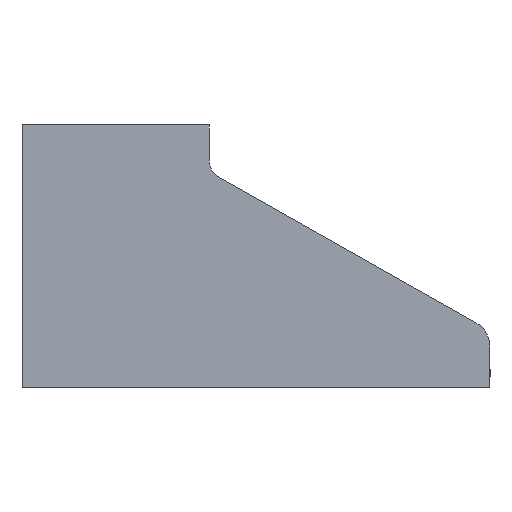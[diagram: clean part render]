
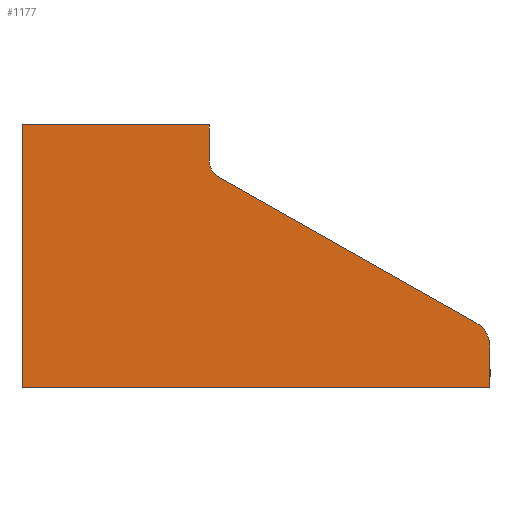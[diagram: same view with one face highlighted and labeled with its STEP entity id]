
A CAD part, front view. The second image highlights one B-rep face of the part: STEP entity #1177.
In plain terms, the highlighted planar face has unit normal (0, -1, 0).
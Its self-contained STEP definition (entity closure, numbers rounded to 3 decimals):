
#41 = CARTESIAN_POINT ( 'NONE',  ( 310.14, 0., -55.501 ) ) ;
#51 = DIRECTION ( 'NONE',  ( -0.87, 0., 0.493 ) ) ;
#58 = CARTESIAN_POINT ( 'NONE',  ( -120., 0., -38.101 ) ) ;
#60 = DIRECTION ( 'NONE',  ( 0., 1., 0. ) ) ;
#61 = DIRECTION ( 'NONE',  ( 0., 0., 1. ) ) ;
#111 = PLANE ( 'NONE',  #296 ) ;
#116 = CARTESIAN_POINT ( 'NONE',  ( 100., 0., 0. ) ) ;
#117 = DIRECTION ( 'NONE',  ( 0., 0., 1. ) ) ;
#121 = CARTESIAN_POINT ( 'NONE',  ( 570., 0., -237.237 ) ) ;
#123 = DIRECTION ( 'NONE',  ( 0., -1., 0. ) ) ;
#124 = DIRECTION ( 'NONE',  ( 0., 0., 1. ) ) ;
#125 = DIRECTION ( 'NONE',  ( 0., 0., 1. ) ) ;
#126 = CARTESIAN_POINT ( 'NONE',  ( 320., 0., -38.101 ) ) ;
#128 = DIRECTION ( 'NONE',  ( 0., 1., 0. ) ) ;
#161 = AXIS2_PLACEMENT_3D ( 'NONE', #126, #128, #124 ) ;
#162 = AXIS2_PLACEMENT_3D ( 'NONE', #121, #123, #125 ) ;
#204 = EDGE_CURVE ( 'NONE', #498, #500, #740, .T. ) ;
#223 = EDGE_CURVE ( 'NONE', #481, #503, #769, .T. ) ;
#242 = EDGE_CURVE ( 'NONE', #475, #500, #800, .T. ) ;
#245 = EDGE_CURVE ( 'NONE', #481, #529, #806, .T. ) ;
#275 = EDGE_CURVE ( 'NONE', #529, #475, #304, .T. ) ;
#276 = EDGE_CURVE ( 'NONE', #503, #484, #307, .T. ) ;
#277 = EDGE_CURVE ( 'NONE', #484, #473, #309, .T. ) ;
#278 = EDGE_CURVE ( 'NONE', #473, #498, #310, .T. ) ;
#296 = AXIS2_PLACEMENT_3D ( 'NONE', #58, #60, #61 ) ;
#304 = LINE ( 'NONE', #116, #308 ) ;
#307 = CIRCLE ( 'NONE', #162, 30. ) ;
#308 = VECTOR ( 'NONE', #117, 1000. ) ;
#309 = LINE ( 'NONE', #41, #311 ) ;
#310 = CIRCLE ( 'NONE', #161, 20. ) ;
#311 = VECTOR ( 'NONE', #51, 1000. ) ;
#351 = FACE_OUTER_BOUND ( 'NONE', #435, .T. ) ;
#435 = EDGE_LOOP ( 'NONE', ( #1049, #1037, #1044, #1015, #1048, #1045, #1047, #1036 ) ) ;
#473 = VERTEX_POINT ( 'NONE', #1135 ) ;
#475 = VERTEX_POINT ( 'NONE', #1156 ) ;
#481 = VERTEX_POINT ( 'NONE', #1106 ) ;
#484 = VERTEX_POINT ( 'NONE', #1107 ) ;
#498 = VERTEX_POINT ( 'NONE', #1123 ) ;
#500 = VERTEX_POINT ( 'NONE', #1134 ) ;
#503 = VERTEX_POINT ( 'NONE', #1157 ) ;
#529 = VERTEX_POINT ( 'NONE', #1110 ) ;
#658 = CARTESIAN_POINT ( 'NONE',  ( 600., 0., -237.237 ) ) ;
#706 = DIRECTION ( 'NONE',  ( 0., 0., 1. ) ) ;
#740 = LINE ( 'NONE', #1087, #742 ) ;
#742 = VECTOR ( 'NONE', #1086, 1000. ) ;
#769 = LINE ( 'NONE', #658, #771 ) ;
#771 = VECTOR ( 'NONE', #706, 1000. ) ;
#800 = LINE ( 'NONE', #869, #803 ) ;
#803 = VECTOR ( 'NONE', #859, 1000. ) ;
#806 = LINE ( 'NONE', #863, #809 ) ;
#809 = VECTOR ( 'NONE', #853, 1000. ) ;
#853 = DIRECTION ( 'NONE',  ( -1., 0., 0. ) ) ;
#859 = DIRECTION ( 'NONE',  ( 1., 0., 0. ) ) ;
#863 = CARTESIAN_POINT ( 'NONE',  ( -400., 0., -280. ) ) ;
#869 = CARTESIAN_POINT ( 'NONE',  ( -100., 0., 0. ) ) ;
#1015 = ORIENTED_EDGE ( 'NONE', *, *, #223, .T. ) ;
#1036 = ORIENTED_EDGE ( 'NONE', *, *, #204, .T. ) ;
#1037 = ORIENTED_EDGE ( 'NONE', *, *, #275, .F. ) ;
#1044 = ORIENTED_EDGE ( 'NONE', *, *, #245, .F. ) ;
#1045 = ORIENTED_EDGE ( 'NONE', *, *, #277, .T. ) ;
#1047 = ORIENTED_EDGE ( 'NONE', *, *, #278, .T. ) ;
#1048 = ORIENTED_EDGE ( 'NONE', *, *, #276, .T. ) ;
#1049 = ORIENTED_EDGE ( 'NONE', *, *, #242, .F. ) ;
#1086 = DIRECTION ( 'NONE',  ( 0., 0., 1. ) ) ;
#1087 = CARTESIAN_POINT ( 'NONE',  ( 300., 0., 0. ) ) ;
#1106 = CARTESIAN_POINT ( 'NONE',  ( 600., 0., -280. ) ) ;
#1107 = CARTESIAN_POINT ( 'NONE',  ( 584.79, 0., -211.137 ) ) ;
#1110 = CARTESIAN_POINT ( 'NONE',  ( 100., 0., -280. ) ) ;
#1123 = CARTESIAN_POINT ( 'NONE',  ( 300., 0., -38.101 ) ) ;
#1134 = CARTESIAN_POINT ( 'NONE',  ( 300., 0., 0. ) ) ;
#1135 = CARTESIAN_POINT ( 'NONE',  ( 310.14, 0., -55.501 ) ) ;
#1156 = CARTESIAN_POINT ( 'NONE',  ( 100., 0., 0. ) ) ;
#1157 = CARTESIAN_POINT ( 'NONE',  ( 600., 0., -237.237 ) ) ;
#1177 = ADVANCED_FACE ( 'NONE', ( #351 ), #111, .F. ) ;
